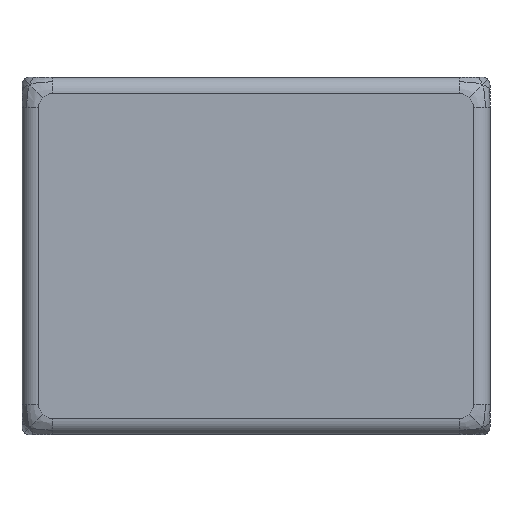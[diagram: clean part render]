
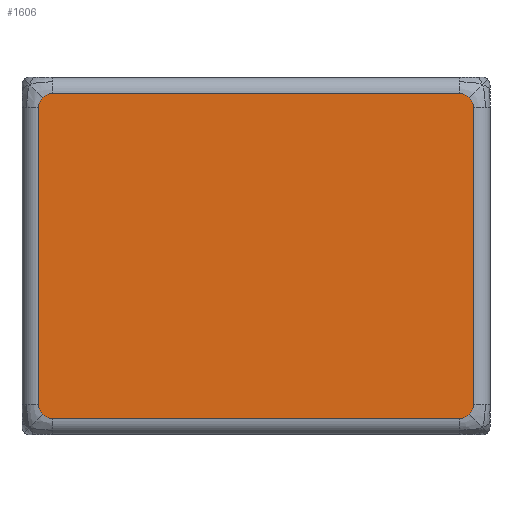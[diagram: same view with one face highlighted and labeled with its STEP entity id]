
A CAD part, left-side view. The second image highlights one B-rep face of the part: STEP entity #1606.
In plain terms, the highlighted planar face has unit normal (-1, 0, 0).
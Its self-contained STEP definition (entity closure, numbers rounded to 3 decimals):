
#31=PLANE('',#1756);
#58=LINE('',#4956,#122);
#61=LINE('',#4960,#125);
#64=LINE('',#4965,#128);
#67=LINE('',#4969,#131);
#122=VECTOR('',#2013,10.);
#125=VECTOR('',#2018,10.);
#128=VECTOR('',#2025,10.);
#131=VECTOR('',#2030,10.);
#276=FACE_OUTER_BOUND('',#377,.T.);
#377=EDGE_LOOP('',(#1311,#1312,#1313,#1314,#1315,#1316,#1317,#1318,#1319,
#1320,#1321,#1322));
#435=CIRCLE('',#1677,0.05);
#441=CIRCLE('',#1683,0.05);
#447=CIRCLE('',#1689,0.05);
#453=CIRCLE('',#1695,0.05);
#476=CIRCLE('',#1728,0.05);
#482=CIRCLE('',#1736,0.05);
#484=CIRCLE('',#1738,0.05);
#486=CIRCLE('',#1740,0.05);
#649=VERTEX_POINT('',#3754);
#650=VERTEX_POINT('',#3761);
#661=VERTEX_POINT('',#4070);
#662=VERTEX_POINT('',#4077);
#673=VERTEX_POINT('',#4386);
#674=VERTEX_POINT('',#4393);
#685=VERTEX_POINT('',#4702);
#686=VERTEX_POINT('',#4709);
#715=VERTEX_POINT('',#4820);
#720=VERTEX_POINT('',#4871);
#721=VERTEX_POINT('',#4910);
#722=VERTEX_POINT('',#4949);
#821=EDGE_CURVE('',#649,#650,#435,.T.);
#837=EDGE_CURVE('',#661,#662,#441,.T.);
#853=EDGE_CURVE('',#673,#674,#447,.T.);
#869=EDGE_CURVE('',#685,#686,#453,.T.);
#906=EDGE_CURVE('',#715,#685,#476,.T.);
#914=EDGE_CURVE('',#720,#673,#482,.T.);
#916=EDGE_CURVE('',#721,#661,#484,.T.);
#918=EDGE_CURVE('',#722,#649,#486,.T.);
#921=EDGE_CURVE('',#662,#722,#58,.T.);
#924=EDGE_CURVE('',#650,#720,#61,.T.);
#927=EDGE_CURVE('',#686,#721,#64,.T.);
#930=EDGE_CURVE('',#674,#715,#67,.T.);
#1311=ORIENTED_EDGE('',*,*,#918,.F.);
#1312=ORIENTED_EDGE('',*,*,#921,.F.);
#1313=ORIENTED_EDGE('',*,*,#837,.F.);
#1314=ORIENTED_EDGE('',*,*,#916,.F.);
#1315=ORIENTED_EDGE('',*,*,#927,.F.);
#1316=ORIENTED_EDGE('',*,*,#869,.F.);
#1317=ORIENTED_EDGE('',*,*,#906,.F.);
#1318=ORIENTED_EDGE('',*,*,#930,.F.);
#1319=ORIENTED_EDGE('',*,*,#853,.F.);
#1320=ORIENTED_EDGE('',*,*,#914,.F.);
#1321=ORIENTED_EDGE('',*,*,#924,.F.);
#1322=ORIENTED_EDGE('',*,*,#821,.F.);
#1606=ADVANCED_FACE('',(#276),#31,.T.);
#1677=AXIS2_PLACEMENT_3D('',#3762,#1863,#1864);
#1683=AXIS2_PLACEMENT_3D('',#4078,#1875,#1876);
#1689=AXIS2_PLACEMENT_3D('',#4394,#1887,#1888);
#1695=AXIS2_PLACEMENT_3D('',#4710,#1899,#1900);
#1728=AXIS2_PLACEMENT_3D('',#4822,#1979,#1980);
#1736=AXIS2_PLACEMENT_3D('',#4873,#1997,#1998);
#1738=AXIS2_PLACEMENT_3D('',#4912,#2001,#2002);
#1740=AXIS2_PLACEMENT_3D('',#4951,#2005,#2006);
#1756=AXIS2_PLACEMENT_3D('',#4990,#2060,#2061);
#1863=DIRECTION('center_axis',(1.,0.,0.));
#1864=DIRECTION('ref_axis',(0.,0.707,-0.707));
#1875=DIRECTION('center_axis',(1.,0.,0.));
#1876=DIRECTION('ref_axis',(0.,-0.707,-0.707));
#1887=DIRECTION('center_axis',(1.,0.,0.));
#1888=DIRECTION('ref_axis',(0.,0.707,0.707));
#1899=DIRECTION('center_axis',(1.,0.,0.));
#1900=DIRECTION('ref_axis',(0.,-0.707,0.707));
#1979=DIRECTION('center_axis',(1.,0.,0.));
#1980=DIRECTION('ref_axis',(0.,-0.707,0.707));
#1997=DIRECTION('center_axis',(1.,0.,0.));
#1998=DIRECTION('ref_axis',(0.,0.707,0.707));
#2001=DIRECTION('center_axis',(1.,0.,0.));
#2002=DIRECTION('ref_axis',(0.,-0.707,-0.707));
#2005=DIRECTION('center_axis',(1.,0.,0.));
#2006=DIRECTION('ref_axis',(0.,0.707,-0.707));
#2013=DIRECTION('',(0.,1.,0.));
#2018=DIRECTION('',(0.,0.,1.));
#2025=DIRECTION('',(0.,0.,-1.));
#2030=DIRECTION('',(0.,-1.,0.));
#2060=DIRECTION('center_axis',(-1.,0.,0.));
#2061=DIRECTION('ref_axis',(0.,-1.,0.));
#3754=CARTESIAN_POINT('',(-1.65,0.775,0.075));
#3761=CARTESIAN_POINT('',(-1.65,0.79,0.11));
#3762=CARTESIAN_POINT('Origin',(-1.65,0.74,0.11));
#4070=CARTESIAN_POINT('',(-1.65,-0.775,0.075));
#4077=CARTESIAN_POINT('',(-1.65,-0.74,0.06));
#4078=CARTESIAN_POINT('Origin',(-1.65,-0.74,0.11));
#4386=CARTESIAN_POINT('',(-1.65,0.775,1.225));
#4393=CARTESIAN_POINT('',(-1.65,0.74,1.24));
#4394=CARTESIAN_POINT('Origin',(-1.65,0.74,1.19));
#4702=CARTESIAN_POINT('',(-1.65,-0.775,1.225));
#4709=CARTESIAN_POINT('',(-1.65,-0.79,1.19));
#4710=CARTESIAN_POINT('Origin',(-1.65,-0.74,1.19));
#4820=CARTESIAN_POINT('',(-1.65,-0.74,1.24));
#4822=CARTESIAN_POINT('Origin',(-1.65,-0.74,1.19));
#4871=CARTESIAN_POINT('',(-1.65,0.79,1.19));
#4873=CARTESIAN_POINT('Origin',(-1.65,0.74,1.19));
#4910=CARTESIAN_POINT('',(-1.65,-0.79,0.11));
#4912=CARTESIAN_POINT('Origin',(-1.65,-0.74,0.11));
#4949=CARTESIAN_POINT('',(-1.65,0.74,0.06));
#4951=CARTESIAN_POINT('Origin',(-1.65,0.74,0.11));
#4956=CARTESIAN_POINT('',(-1.65,0.425,0.06));
#4960=CARTESIAN_POINT('',(-1.65,0.79,0.));
#4965=CARTESIAN_POINT('',(-1.65,-0.79,0.));
#4969=CARTESIAN_POINT('',(-1.65,0.425,1.24));
#4990=CARTESIAN_POINT('Origin',(-1.65,0.85,0.));
